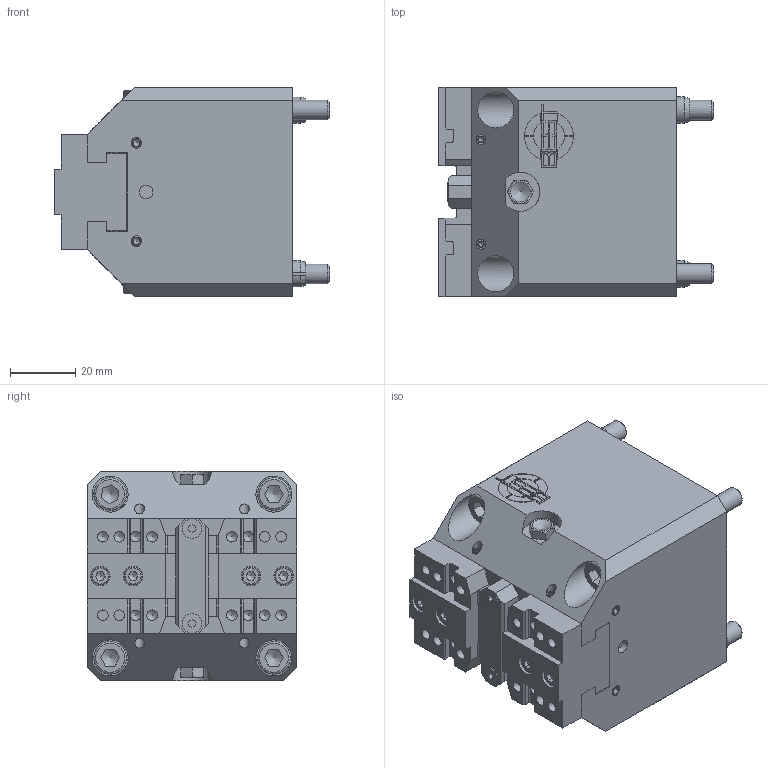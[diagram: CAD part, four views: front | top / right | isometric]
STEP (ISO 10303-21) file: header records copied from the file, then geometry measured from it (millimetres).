
FILE_DESCRIPTION(/* description */ ('Pneum. Zentrischspanner mit Doppelkolben BSP-D 64'),/* implementation_level */ '2;1');
FILE_NAME(/* name */ '152-0064-001-Kunde (verstellbar).stp',/* time_stamp */ '2023-01-20T10:05:29+01:00',/* author */ ('Chiacchiera'),/* organization */ (''),/* preprocessor_version */ 'ST-DEVELOPER v19.2',/* originating_system */ 'Autodesk Inventor 2023',/* authorisation */ '');
FILE_SCHEMA (('AUTOMOTIVE_DESIGN { 1 0 10303 214 3 1 1 }'));
Length unit declared in the file: millimetre
Products named in the file (3): 152-0064-001-Kunde (verstellbar); 152-0064-001-Basis (verstellbar); 152-0064-001-Backe (verstellbar)
Assembly tree (3 placements, depth 2):
  152-0064-001-Kunde (verstellbar)
    152-0064-001-Basis (verstellbar)
    152-0064-001-Backe (verstellbar)  x2
Bounding box: 84 x 64 x 64 mm (x, y, z)
Volume: 252140.9 mm3; surface area: 47987.5 mm2
Topology: 3 solids, 8 shells, 780 faces, 1962 edges, 1259 vertices
Faces by surface type: plane 504, cylinder 183, cone 79, torus 12, sphere 2
Full cylindrical faces by diameter (mm): 2 x4, 2.013 x8, 2.459 x4, 3.242 x20, 4 x2, 4.134 x5, 5.5 x4, 6 x10, 6.6 x6, 7 x4, 7.5 x4, 8 x4, 10 x4, 11 x4
Entity records: 21007 total; most frequent: CARTESIAN_POINT 3852, ORIENTED_EDGE 3380, DIRECTION 3349, EDGE_CURVE 1690, AXIS2_PLACEMENT_3D 1123, LINE 1103, VECTOR 1103, VERTEX_POINT 1101
